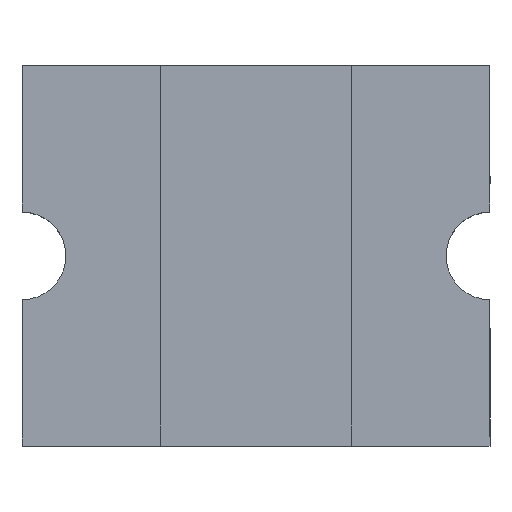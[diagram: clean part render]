
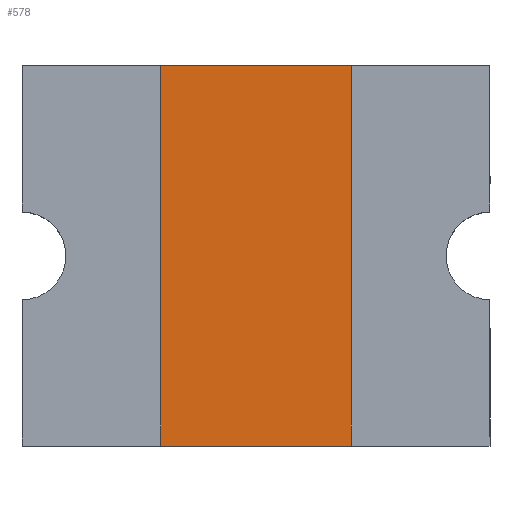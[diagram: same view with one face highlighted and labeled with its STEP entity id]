
A CAD part, top view. The second image highlights one B-rep face of the part: STEP entity #578.
In plain terms, the highlighted planar face has unit normal (0, 0, 1).
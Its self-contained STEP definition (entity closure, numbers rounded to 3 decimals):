
#6 = LINE ( 'NONE', #895, #395 ) ;
#9 = FACE_OUTER_BOUND ( 'NONE', #377, .T. ) ;
#116 = EDGE_CURVE ( 'NONE', #326, #498, #358, .T. ) ;
#158 = LINE ( 'NONE', #967, #949 ) ;
#180 = VECTOR ( 'NONE', #687, 1000. ) ;
#201 = DIRECTION ( 'NONE',  ( 0., -1., 0. ) ) ;
#215 = ORIENTED_EDGE ( 'NONE', *, *, #394, .T. ) ;
#232 = EDGE_CURVE ( 'NONE', #498, #298, #6, .T. ) ;
#252 = DIRECTION ( 'NONE',  ( 1., 0., 0. ) ) ;
#258 = CARTESIAN_POINT ( 'NONE',  ( -25.666, -15.436, 0.87 ) ) ;
#264 = DIRECTION ( 'NONE',  ( -1., 0., 0. ) ) ;
#279 = DIRECTION ( 'NONE',  ( 0., 0., -1. ) ) ;
#298 = VERTEX_POINT ( 'NONE', #431 ) ;
#319 = ORIENTED_EDGE ( 'NONE', *, *, #360, .T. ) ;
#326 = VERTEX_POINT ( 'NONE', #258 ) ;
#332 = CARTESIAN_POINT ( 'NONE',  ( 0., 0., 0.87 ) ) ;
#358 = LINE ( 'NONE', #436, #478 ) ;
#360 = EDGE_CURVE ( 'NONE', #550, #326, #390, .T. ) ;
#361 = PLANE ( 'NONE',  #968 ) ;
#377 = EDGE_LOOP ( 'NONE', ( #919, #736, #215, #319 ) ) ;
#390 = LINE ( 'NONE', #505, #180 ) ;
#394 = EDGE_CURVE ( 'NONE', #298, #550, #158, .T. ) ;
#395 = VECTOR ( 'NONE', #201, 1000. ) ;
#431 = CARTESIAN_POINT ( 'NONE',  ( -26.966, -18.036, 0.87 ) ) ;
#436 = CARTESIAN_POINT ( 'NONE',  ( -26.966, -15.436, 0.87 ) ) ;
#458 = CARTESIAN_POINT ( 'NONE',  ( -25.666, -18.036, 0.87 ) ) ;
#478 = VECTOR ( 'NONE', #521, 1000. ) ;
#498 = VERTEX_POINT ( 'NONE', #715 ) ;
#505 = CARTESIAN_POINT ( 'NONE',  ( -25.666, -15.436, 0.87 ) ) ;
#521 = DIRECTION ( 'NONE',  ( -1., 0., 0. ) ) ;
#550 = VERTEX_POINT ( 'NONE', #458 ) ;
#578 = ADVANCED_FACE ( 'NONE', ( #9 ), #361, .F. ) ;
#687 = DIRECTION ( 'NONE',  ( 0., 1., 0. ) ) ;
#715 = CARTESIAN_POINT ( 'NONE',  ( -26.966, -15.436, 0.87 ) ) ;
#736 = ORIENTED_EDGE ( 'NONE', *, *, #232, .T. ) ;
#895 = CARTESIAN_POINT ( 'NONE',  ( -26.966, -15.436, 0.87 ) ) ;
#919 = ORIENTED_EDGE ( 'NONE', *, *, #116, .T. ) ;
#949 = VECTOR ( 'NONE', #252, 1000. ) ;
#967 = CARTESIAN_POINT ( 'NONE',  ( -25.666, -18.036, 0.87 ) ) ;
#968 = AXIS2_PLACEMENT_3D ( 'NONE', #332, #279, #264 ) ;
